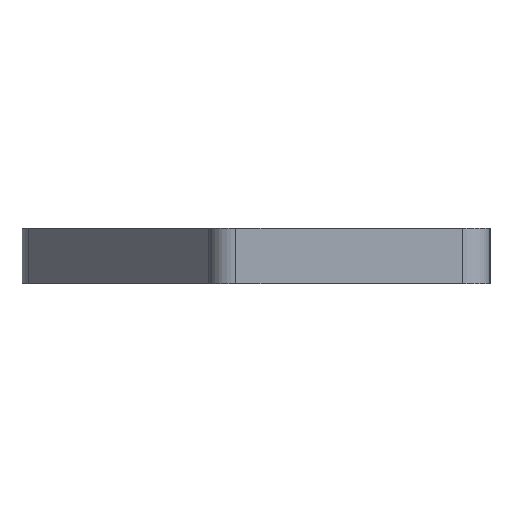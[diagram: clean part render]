
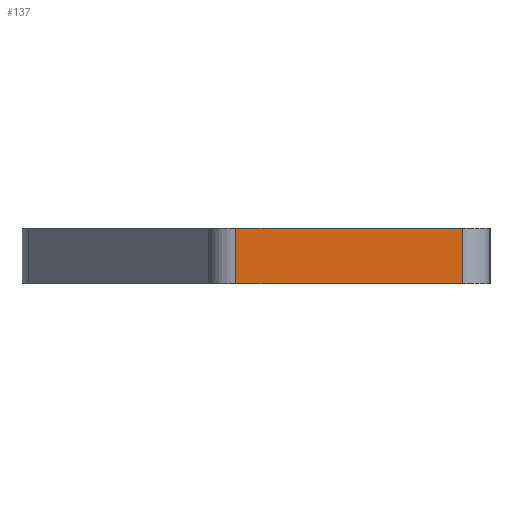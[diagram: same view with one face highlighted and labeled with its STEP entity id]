
A CAD part, left-side view. The second image highlights one B-rep face of the part: STEP entity #137.
In plain terms, the highlighted planar face has unit normal (-1, 0, 0).
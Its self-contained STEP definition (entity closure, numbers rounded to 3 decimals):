
#18 = CARTESIAN_POINT ( 'NONE',  ( -61.023, 0.055, 2. ) ) ;
#32 = LINE ( 'NONE', #18, #92 ) ;
#33 = VECTOR ( 'NONE', #128, 1000. ) ;
#45 = VERTEX_POINT ( 'NONE', #95 ) ;
#48 = CARTESIAN_POINT ( 'NONE',  ( -61.023, 0., 2. ) ) ;
#59 = CARTESIAN_POINT ( 'NONE',  ( -61.023, 0., 0. ) ) ;
#92 = VECTOR ( 'NONE', #800, 1000. ) ;
#95 = CARTESIAN_POINT ( 'NONE',  ( -61.023, 0.055, 0. ) ) ;
#128 = DIRECTION ( 'NONE',  ( 0., 0., -1. ) ) ;
#137 = ADVANCED_FACE ( 'NONE', ( #432 ), #142, .F. ) ;
#138 = DIRECTION ( 'NONE',  ( 1., 0., 0. ) ) ;
#142 = PLANE ( 'NONE',  #486 ) ;
#200 = CARTESIAN_POINT ( 'NONE',  ( -61.023, 8.246, 2. ) ) ;
#249 = CARTESIAN_POINT ( 'NONE',  ( -61.023, 8.246, 0. ) ) ;
#251 = ORIENTED_EDGE ( 'NONE', *, *, #558, .T. ) ;
#260 = ORIENTED_EDGE ( 'NONE', *, *, #757, .F. ) ;
#271 = CARTESIAN_POINT ( 'NONE',  ( -61.023, 8.246, 2. ) ) ;
#287 = CARTESIAN_POINT ( 'NONE',  ( -61.023, 0., 2. ) ) ;
#289 = EDGE_LOOP ( 'NONE', ( #251, #260, #534, #484 ) ) ;
#333 = DIRECTION ( 'NONE',  ( 0., -1., 0. ) ) ;
#346 = DIRECTION ( 'NONE',  ( 0., 0., -1. ) ) ;
#395 = VERTEX_POINT ( 'NONE', #815 ) ;
#409 = DIRECTION ( 'NONE',  ( 0., -1., 0. ) ) ;
#432 = FACE_OUTER_BOUND ( 'NONE', #289, .T. ) ;
#483 = EDGE_CURVE ( 'NONE', #568, #395, #630, .T. ) ;
#484 = ORIENTED_EDGE ( 'NONE', *, *, #560, .T. ) ;
#486 = AXIS2_PLACEMENT_3D ( 'NONE', #287, #138, #346 ) ;
#534 = ORIENTED_EDGE ( 'NONE', *, *, #483, .F. ) ;
#558 = EDGE_CURVE ( 'NONE', #827, #45, #837, .T. ) ;
#560 = EDGE_CURVE ( 'NONE', #568, #827, #755, .T. ) ;
#568 = VERTEX_POINT ( 'NONE', #271 ) ;
#630 = LINE ( 'NONE', #48, #821 ) ;
#646 = VECTOR ( 'NONE', #409, 1000. ) ;
#755 = LINE ( 'NONE', #200, #33 ) ;
#757 = EDGE_CURVE ( 'NONE', #395, #45, #32, .T. ) ;
#800 = DIRECTION ( 'NONE',  ( 0., 0., -1. ) ) ;
#815 = CARTESIAN_POINT ( 'NONE',  ( -61.023, 0.055, 2. ) ) ;
#821 = VECTOR ( 'NONE', #333, 1000. ) ;
#827 = VERTEX_POINT ( 'NONE', #249 ) ;
#837 = LINE ( 'NONE', #59, #646 ) ;
